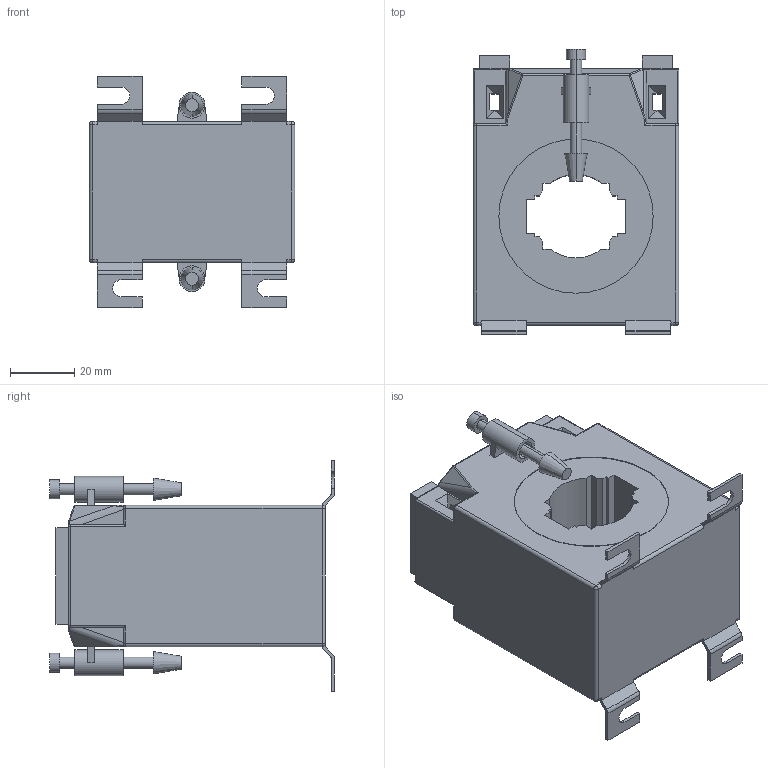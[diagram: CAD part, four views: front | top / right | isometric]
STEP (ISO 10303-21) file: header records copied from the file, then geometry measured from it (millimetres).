
FILE_DESCRIPTION((''),'2;1');
FILE_NAME('TC6_2','2017-09-05T',('bcollados'),(''),'CREO PARAMETRIC BY PTC INC, 2015290','CREO PARAMETRIC BY PTC INC, 2015290','');
FILE_SCHEMA(('AUTOMOTIVE_DESIGN { 1 0 10303 214 1 1 1 1 }'));
Length unit declared in the file: millimetre
Products named in the file (1): TC6_2
Bounding box: 64 x 88.71 x 71.91 mm (x, y, z)
Volume: 196626.8 mm3; surface area: 31586.1 mm2
Topology: 3 solids, 3 shells, 412 faces, 1103 edges, 717 vertices
Faces by surface type: plane 292, cylinder 93, sphere 12, bspline 11, cone 4
Entity records: 21314 total; most frequent: CARTESIAN_POINT 2802, ORIENTED_EDGE 2206, DIRECTION 2030, COLOUR_RGB 1579, PRESENTATION_STYLE_ASSIGNMENT 1371, STYLED_ITEM 1106, CURVE_STYLE 1103, EDGE_CURVE 1103
